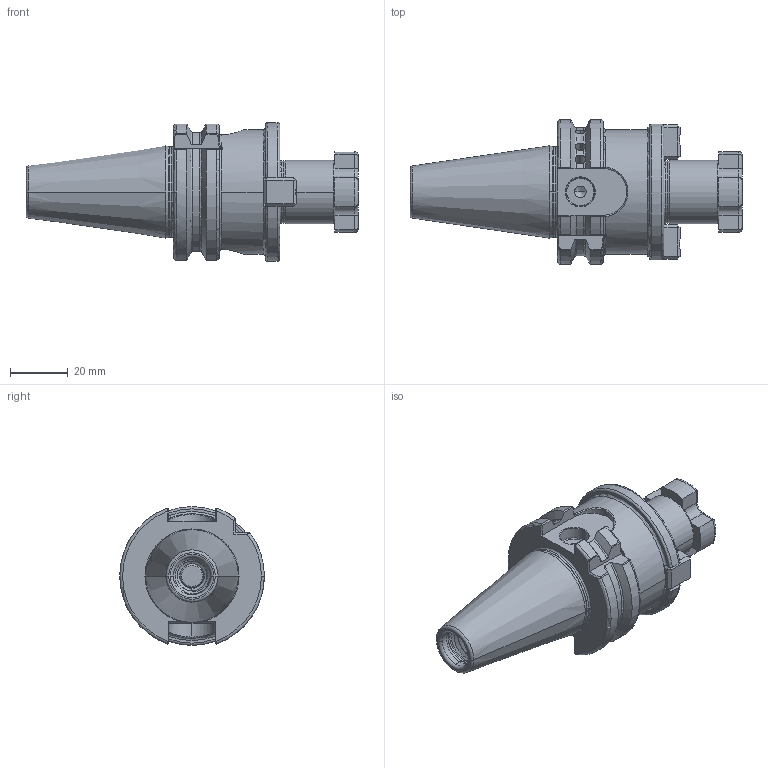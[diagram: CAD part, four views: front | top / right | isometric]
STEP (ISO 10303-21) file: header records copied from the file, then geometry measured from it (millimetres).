
FILE_DESCRIPTION (( 'STEP AP203' ), '1' );
FILE_NAME ('302.11.22.STEP', '2016-07-23T02:33:28', ( '' ), ( '' ), 'SwSTEP 2.0', 'SolidWorks 2012', '' );
FILE_SCHEMA (( 'CONFIG_CONTROL_DESIGN' ));
Length unit declared in the file: millimetre
Products named in the file (5): 302.11.22; 十字螺絲FMB22; 面銑刀墊塊22; 102.11.22_M4xP0.7-12L
Assembly tree (6 placements, depth 2):
  302.11.22
    302.11.22
    102.11.22_M4xP0.7-12L  x2
    面銑刀墊塊22  x2
    十字螺絲FMB22
Bounding box: 114.8 x 50 x 48 mm (x, y, z)
Volume: 86697.9 mm3; surface area: 24831.2 mm2
Topology: 6 solids, 6 shells, 568 faces, 1460 edges, 901 vertices
Faces by surface type: cylinder 231, plane 162, torus 69, cone 63, bspline 43
Entity records: 31479 total; most frequent: CARTESIAN_POINT 20622, ORIENTED_EDGE 2406, DIRECTION 1897, EDGE_CURVE 1203, VERTEX_POINT 751, AXIS2_PLACEMENT_3D 733, EDGE_LOOP 478, FACE_OUTER_BOUND 467
